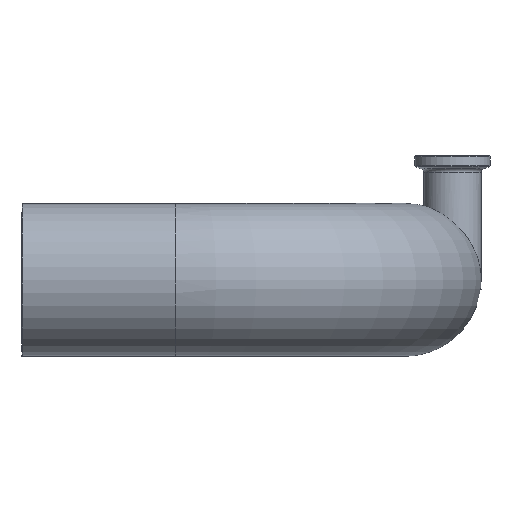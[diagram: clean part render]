
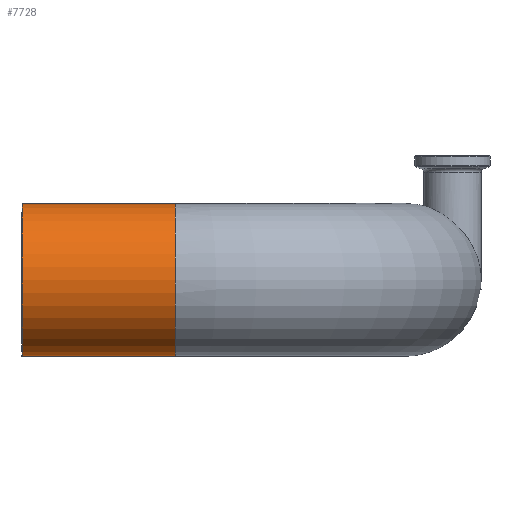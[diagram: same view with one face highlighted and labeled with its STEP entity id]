
A CAD part, left-side view. The second image highlights one B-rep face of the part: STEP entity #7728.
In plain terms, the highlighted cylindrical face has radius 25.4 mm (diameter 50.8 mm), a full revolution.
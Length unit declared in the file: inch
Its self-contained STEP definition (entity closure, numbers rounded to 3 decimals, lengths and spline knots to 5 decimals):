
#136=FACE_BOUND('',#1411,.T.);
#943=FACE_OUTER_BOUND('',#1410,.T.);
#1410=EDGE_LOOP('',(#7166));
#1411=EDGE_LOOP('',(#7167));
#1611=CIRCLE('',#8206,1.);
#1612=CIRCLE('',#8207,1.);
#3763=VERTEX_POINT('',#16902);
#3764=VERTEX_POINT('',#16904);
#4904=EDGE_CURVE('',#3763,#3763,#1611,.T.);
#4905=EDGE_CURVE('',#3764,#3764,#1612,.T.);
#7166=ORIENTED_EDGE('',*,*,#4904,.T.);
#7167=ORIENTED_EDGE('',*,*,#4905,.F.);
#7252=CYLINDRICAL_SURFACE('',#8205,1.);
#7728=ADVANCED_FACE('',(#943,#136),#7252,.T.);
#8205=AXIS2_PLACEMENT_3D('',#16901,#9648,#9649);
#8206=AXIS2_PLACEMENT_3D('',#16903,#9650,#9651);
#8207=AXIS2_PLACEMENT_3D('',#16905,#9652,#9653);
#9648=DIRECTION('center_axis',(0.,-1.,0.));
#9649=DIRECTION('ref_axis',(-1.,0.,0.));
#9650=DIRECTION('center_axis',(0.,1.,0.));
#9651=DIRECTION('ref_axis',(1.,0.,0.));
#9652=DIRECTION('center_axis',(0.,1.,0.));
#9653=DIRECTION('ref_axis',(-1.,0.,0.));
#16901=CARTESIAN_POINT('Origin',(-3.,5.625,0.));
#16902=CARTESIAN_POINT('',(-3.,3.625,1.));
#16903=CARTESIAN_POINT('Origin',(-3.,3.625,0.));
#16904=CARTESIAN_POINT('',(-2.,5.625,0.));
#16905=CARTESIAN_POINT('Origin',(-3.,5.625,0.));
